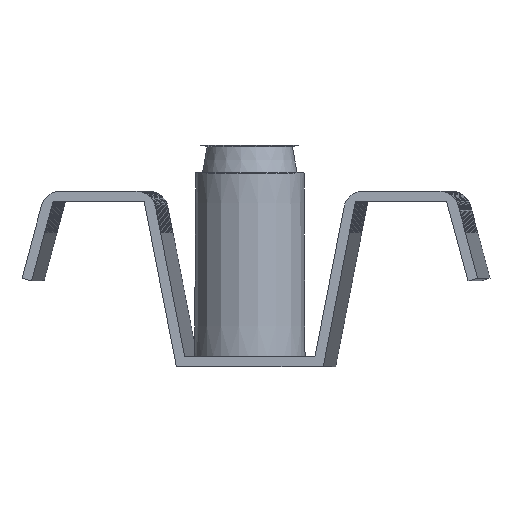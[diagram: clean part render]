
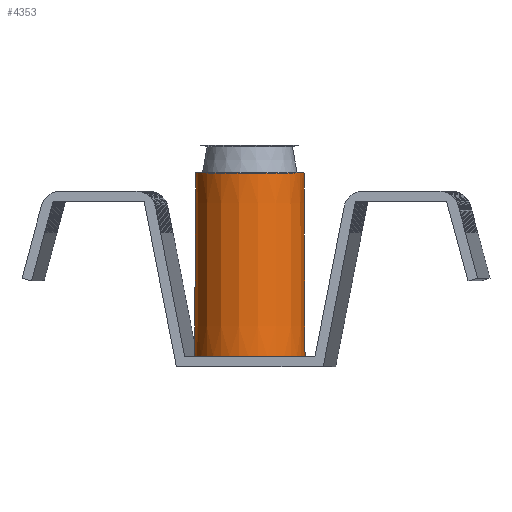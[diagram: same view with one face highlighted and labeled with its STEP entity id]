
A CAD part, front view. The second image highlights one B-rep face of the part: STEP entity #4353.
In plain terms, the highlighted conical face has half-angle 0.319 degrees and reference radius 8.1 mm.
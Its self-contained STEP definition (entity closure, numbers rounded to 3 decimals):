
#18=CONICAL_SURFACE('',#4632,8.099,0.006);
#237=FACE_OUTER_BOUND('',#424,.T.);
#424=EDGE_LOOP('',(#3500,#3501,#3502,#3503));
#979=LINE('',#6777,#1555);
#1555=VECTOR('',#5449,8.099);
#1777=CIRCLE('',#4633,8.253);
#1778=CIRCLE('',#4634,8.099);
#2138=VERTEX_POINT('',#6774);
#2139=VERTEX_POINT('',#6776);
#2679=EDGE_CURVE('',#2138,#2138,#1777,.T.);
#2680=EDGE_CURVE('',#2138,#2139,#979,.T.);
#2681=EDGE_CURVE('',#2139,#2139,#1778,.F.);
#3500=ORIENTED_EDGE('',*,*,#2679,.F.);
#3501=ORIENTED_EDGE('',*,*,#2680,.T.);
#3502=ORIENTED_EDGE('',*,*,#2681,.F.);
#3503=ORIENTED_EDGE('',*,*,#2680,.F.);
#4353=ADVANCED_FACE('',(#237),#18,.T.);
#4632=AXIS2_PLACEMENT_3D('',#6773,#5445,#5446);
#4633=AXIS2_PLACEMENT_3D('',#6775,#5447,#5448);
#4634=AXIS2_PLACEMENT_3D('',#6778,#5450,#5451);
#5445=DIRECTION('center_axis',(0.,0.,
-1.));
#5446=DIRECTION('ref_axis',(-0.476,0.879,0.));
#5447=DIRECTION('center_axis',(0.,0.,
-1.));
#5448=DIRECTION('ref_axis',(-0.476,0.879,0.));
#5449=DIRECTION('',(-0.003,0.005,1.));
#5450=DIRECTION('center_axis',(0.,0.,
-1.));
#5451=DIRECTION('ref_axis',(-0.035,-0.999,0.));
#6773=CARTESIAN_POINT('Origin',(58.195,253.994,15.785));
#6774=CARTESIAN_POINT('',(62.125,246.736,-11.71));
#6775=CARTESIAN_POINT('Origin',(58.195,253.994,-11.71));
#6776=CARTESIAN_POINT('',(62.052,246.871,15.785));
#6777=CARTESIAN_POINT('',(62.052,246.871,15.785));
#6778=CARTESIAN_POINT('Origin',(58.195,253.994,15.785));
